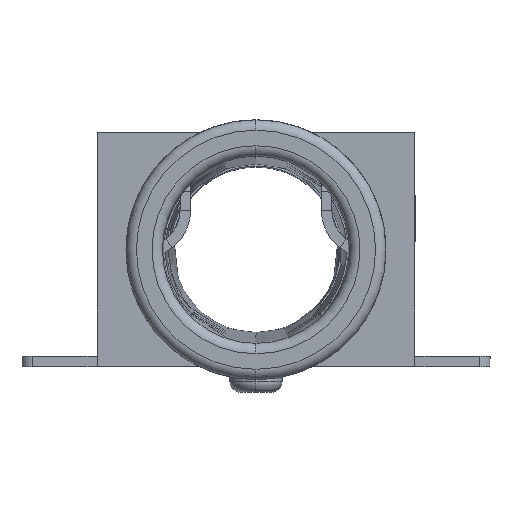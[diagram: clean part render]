
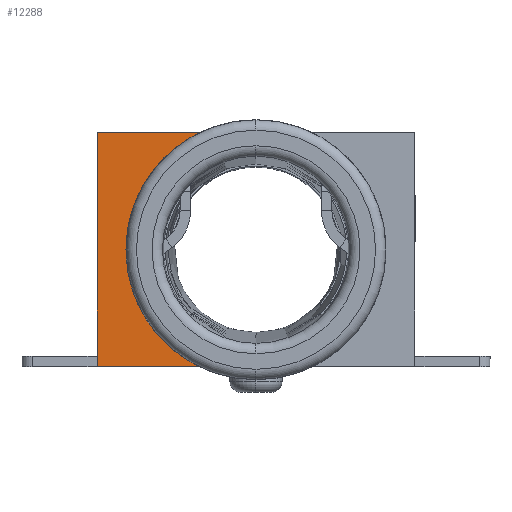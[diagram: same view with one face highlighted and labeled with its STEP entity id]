
A CAD part, left-side view. The second image highlights one B-rep face of the part: STEP entity #12288.
In plain terms, the highlighted planar face has unit normal (-1, 0, 0).
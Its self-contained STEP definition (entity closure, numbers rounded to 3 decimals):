
#777 = FACE_OUTER_BOUND ( 'NONE', #24017, .T. ) ;
#1127 = CARTESIAN_POINT ( 'NONE',  ( -2.1, 0., 2.25 ) ) ;
#1473 = LINE ( 'NONE', #10996, #9984 ) ;
#1959 = VERTEX_POINT ( 'NONE', #6362 ) ;
#2255 = PLANE ( 'NONE',  #17705 ) ;
#3249 = ORIENTED_EDGE ( 'NONE', *, *, #9612, .F. ) ;
#4090 = ORIENTED_EDGE ( 'NONE', *, *, #6168, .T. ) ;
#4448 = CARTESIAN_POINT ( 'NONE',  ( -2.1, 1.069, 4.51 ) ) ;
#6168 = EDGE_CURVE ( 'NONE', #16172, #1959, #1473, .T. ) ;
#6362 = CARTESIAN_POINT ( 'NONE',  ( -2.1, 1.11, 0.01 ) ) ;
#6389 = DIRECTION ( 'NONE',  ( 0., 0., -1. ) ) ;
#6397 = VERTEX_POINT ( 'NONE', #10596 ) ;
#8625 = DIRECTION ( 'NONE',  ( 0., 0., 1. ) ) ;
#8657 = DIRECTION ( 'NONE',  ( 0., -1., 0. ) ) ;
#9612 = EDGE_CURVE ( 'NONE', #21531, #1959, #20867, .T. ) ;
#9984 = VECTOR ( 'NONE', #14885, 1000. ) ;
#9993 = AXIS2_PLACEMENT_3D ( 'NONE', #1127, #21978, #8625 ) ;
#10596 = CARTESIAN_POINT ( 'NONE',  ( -2.1, 3.05, 4.51 ) ) ;
#10996 = CARTESIAN_POINT ( 'NONE',  ( -2.1, 3.05, 0.01 ) ) ;
#12281 = CARTESIAN_POINT ( 'NONE',  ( -2.1, 3.05, 4.51 ) ) ;
#12288 = ADVANCED_FACE ( 'NONE', ( #777 ), #2255, .F. ) ;
#13983 = EDGE_CURVE ( 'NONE', #6397, #21531, #14291, .T. ) ;
#14291 = LINE ( 'NONE', #16083, #15389 ) ;
#14885 = DIRECTION ( 'NONE',  ( 0., -1., 0. ) ) ;
#15272 = CARTESIAN_POINT ( 'NONE',  ( -2.1, 3.05, 0.01 ) ) ;
#15330 = EDGE_CURVE ( 'NONE', #6397, #16172, #22701, .T. ) ;
#15389 = VECTOR ( 'NONE', #8657, 1000. ) ;
#16083 = CARTESIAN_POINT ( 'NONE',  ( -2.1, 3.05, 4.51 ) ) ;
#16172 = VERTEX_POINT ( 'NONE', #15272 ) ;
#17677 = ORIENTED_EDGE ( 'NONE', *, *, #15330, .T. ) ;
#17705 = AXIS2_PLACEMENT_3D ( 'NONE', #12281, #21497, #6389 ) ;
#18903 = DIRECTION ( 'NONE',  ( 0., 0., -1. ) ) ;
#20174 = ORIENTED_EDGE ( 'NONE', *, *, #13983, .F. ) ;
#20867 = CIRCLE ( 'NONE', #9993, 2.5 ) ;
#21497 = DIRECTION ( 'NONE',  ( 1., 0., 0. ) ) ;
#21531 = VERTEX_POINT ( 'NONE', #4448 ) ;
#21554 = VECTOR ( 'NONE', #18903, 1000. ) ;
#21978 = DIRECTION ( 'NONE',  ( -1., 0., 0. ) ) ;
#22701 = LINE ( 'NONE', #24596, #21554 ) ;
#24017 = EDGE_LOOP ( 'NONE', ( #3249, #20174, #17677, #4090 ) ) ;
#24596 = CARTESIAN_POINT ( 'NONE',  ( -2.1, 3.05, 4.51 ) ) ;
